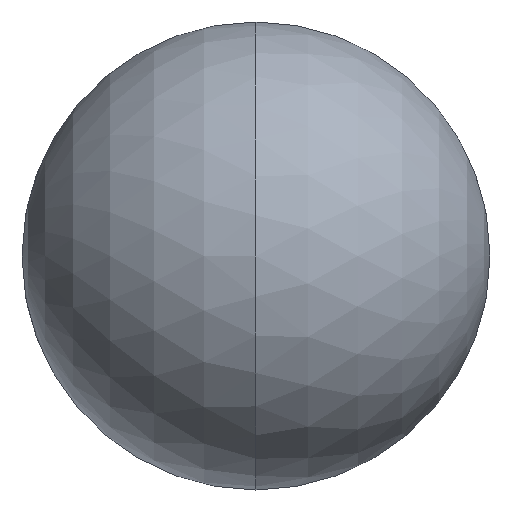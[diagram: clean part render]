
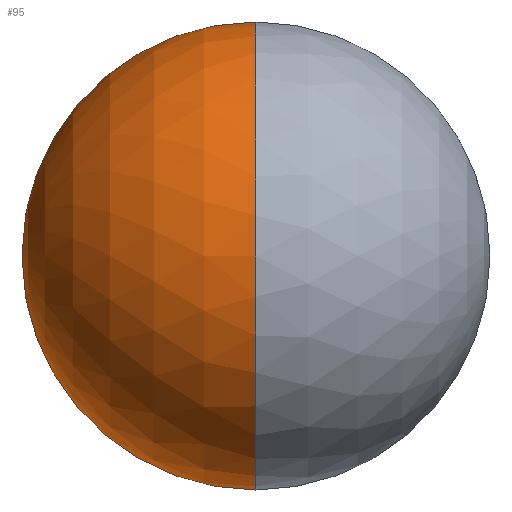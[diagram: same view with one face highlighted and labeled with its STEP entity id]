
A CAD part, left-side view. The second image highlights one B-rep face of the part: STEP entity #95.
In plain terms, the highlighted spherical face has radius 45 mm.
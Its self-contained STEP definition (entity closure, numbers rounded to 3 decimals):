
#2 = DIRECTION ( 'NONE',  ( 0., 1., 0. ) ) ;
#8 = DIRECTION ( 'NONE',  ( 0., 0., 1. ) ) ;
#11 = VERTEX_POINT ( 'NONE', #127 ) ;
#13 = CIRCLE ( 'NONE', #39, 45. ) ;
#14 = DIRECTION ( 'NONE',  ( 0., 0., 1. ) ) ;
#15 = DIRECTION ( 'NONE',  ( 0., 0., 1. ) ) ;
#17 = CARTESIAN_POINT ( 'NONE',  ( -122.4, 0., 0. ) ) ;
#18 = EDGE_CURVE ( 'NONE', #140, #11, #88, .T. ) ;
#25 = EDGE_CURVE ( 'NONE', #82, #11, #78, .T. ) ;
#26 = ORIENTED_EDGE ( 'NONE', *, *, #150, .T. ) ;
#29 = DIRECTION ( 'NONE',  ( 0., 0., -1. ) ) ;
#31 = CARTESIAN_POINT ( 'NONE',  ( -122.4, 0., 0. ) ) ;
#38 = DIRECTION ( 'NONE',  ( -1., 0., 0. ) ) ;
#39 = AXIS2_PLACEMENT_3D ( 'NONE', #129, #38, #8 ) ;
#49 = CARTESIAN_POINT ( 'NONE',  ( -122.4, 0., 45. ) ) ;
#54 = ORIENTED_EDGE ( 'NONE', *, *, #18, .F. ) ;
#78 = CIRCLE ( 'NONE', #124, 45. ) ;
#82 = VERTEX_POINT ( 'NONE', #143 ) ;
#83 = EDGE_LOOP ( 'NONE', ( #26, #86, #54 ) ) ;
#86 = ORIENTED_EDGE ( 'NONE', *, *, #25, .T. ) ;
#88 = CIRCLE ( 'NONE', #164, 45. ) ;
#90 = AXIS2_PLACEMENT_3D ( 'NONE', #100, #2, #14 ) ;
#95 = ADVANCED_FACE ( 'NONE', ( #103 ), #130, .T. ) ;
#100 = CARTESIAN_POINT ( 'NONE',  ( -122.4, 0., 0. ) ) ;
#103 = FACE_OUTER_BOUND ( 'NONE', #83, .T. ) ;
#124 = AXIS2_PLACEMENT_3D ( 'NONE', #17, #163, #15 ) ;
#127 = CARTESIAN_POINT ( 'NONE',  ( -167.4, 0., 0. ) ) ;
#129 = CARTESIAN_POINT ( 'NONE',  ( -122.4, 0., 0. ) ) ;
#130 = SPHERICAL_SURFACE ( 'NONE', #90, 45. ) ;
#140 = VERTEX_POINT ( 'NONE', #49 ) ;
#143 = CARTESIAN_POINT ( 'NONE',  ( -122.4, 0., -45. ) ) ;
#144 = DIRECTION ( 'NONE',  ( 0., -1., 0. ) ) ;
#150 = EDGE_CURVE ( 'NONE', #140, #82, #13, .T. ) ;
#163 = DIRECTION ( 'NONE',  ( 0., 1., 0. ) ) ;
#164 = AXIS2_PLACEMENT_3D ( 'NONE', #31, #144, #29 ) ;
